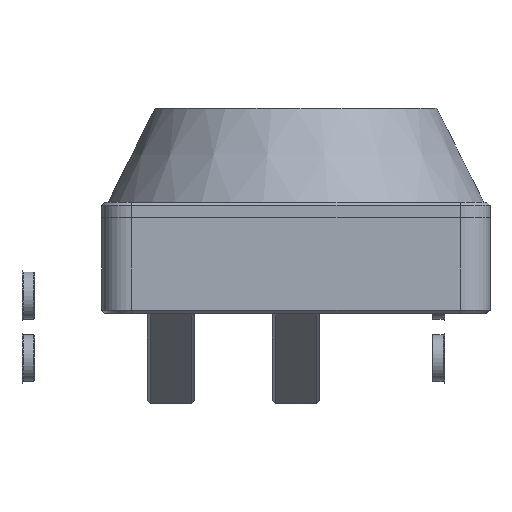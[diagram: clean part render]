
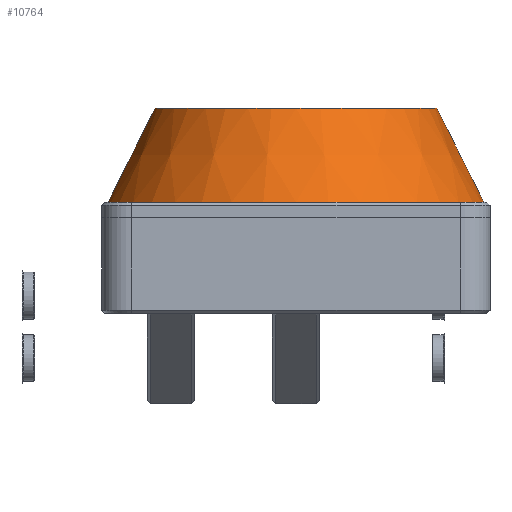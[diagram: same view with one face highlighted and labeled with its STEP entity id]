
A CAD part, front view. The second image highlights one B-rep face of the part: STEP entity #10764.
In plain terms, the highlighted conical face has half-angle 26.565 degrees and reference radius 52.5 mm.
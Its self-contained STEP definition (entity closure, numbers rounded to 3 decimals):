
#1139=FACE_OUTER_BOUND('',#1833,.T.);
#1833=EDGE_LOOP('',(#9473,#9474,#9475,#9476));
#2997=LINE('',#17102,#4226);
#4226=VECTOR('',#13840,52.5);
#4660=CIRCLE('',#11514,60.);
#4661=CIRCLE('',#11516,45.);
#5513=VERTEX_POINT('',#17096);
#5514=VERTEX_POINT('',#17100);
#6871=EDGE_CURVE('',#5513,#5513,#4660,.T.);
#6872=EDGE_CURVE('',#5514,#5514,#4661,.T.);
#6873=EDGE_CURVE('',#5514,#5513,#2997,.T.);
#9473=ORIENTED_EDGE('',*,*,#6872,.F.);
#9474=ORIENTED_EDGE('',*,*,#6873,.T.);
#9475=ORIENTED_EDGE('',*,*,#6871,.T.);
#9476=ORIENTED_EDGE('',*,*,#6873,.F.);
#10343=CONICAL_SURFACE('',#11515,52.5,0.464);
#10764=ADVANCED_FACE('',(#1139),#10343,.T.);
#11514=AXIS2_PLACEMENT_3D('',#17098,#13834,#13835);
#11515=AXIS2_PLACEMENT_3D('',#17099,#13836,#13837);
#11516=AXIS2_PLACEMENT_3D('',#17101,#13838,#13839);
#13834=DIRECTION('center_axis',(0.,0.,1.));
#13835=DIRECTION('ref_axis',(1.,0.,0.));
#13836=DIRECTION('center_axis',(0.,0.,-1.));
#13837=DIRECTION('ref_axis',(1.,0.,0.));
#13838=DIRECTION('center_axis',(0.,0.,1.));
#13839=DIRECTION('ref_axis',(1.,0.,0.));
#13840=DIRECTION('',(-0.447,0.,-0.894));
#17096=CARTESIAN_POINT('',(-60.,0.,35.5));
#17098=CARTESIAN_POINT('Origin',(0.,0.,35.5));
#17099=CARTESIAN_POINT('Origin',(0.,0.,50.5));
#17100=CARTESIAN_POINT('',(-45.,0.,65.5));
#17101=CARTESIAN_POINT('Origin',(0.,0.,65.5));
#17102=CARTESIAN_POINT('',(-52.5,0.,50.5));
